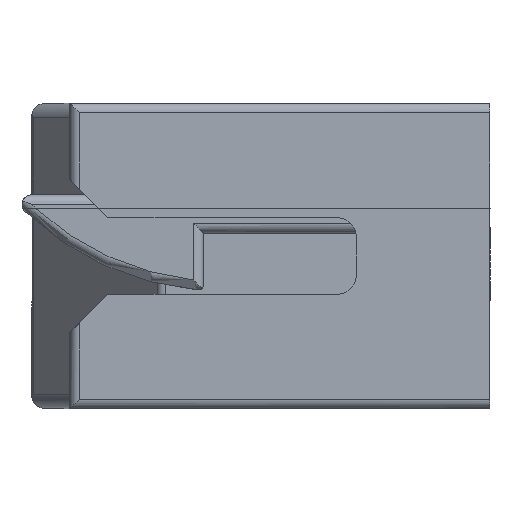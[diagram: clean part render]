
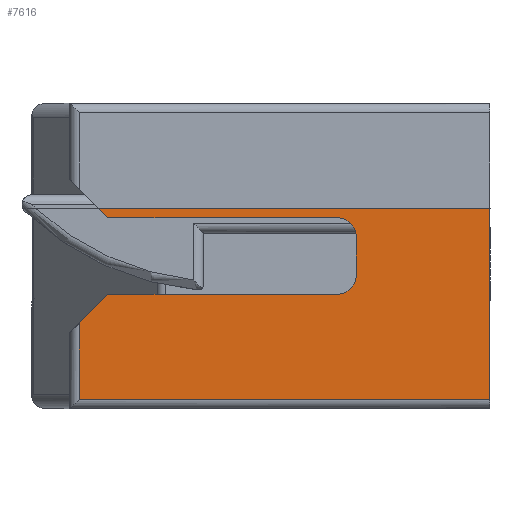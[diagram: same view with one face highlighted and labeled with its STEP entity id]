
A CAD part, left-side view. The second image highlights one B-rep face of the part: STEP entity #7616.
In plain terms, the highlighted planar face has unit normal (-1, 0, 0).
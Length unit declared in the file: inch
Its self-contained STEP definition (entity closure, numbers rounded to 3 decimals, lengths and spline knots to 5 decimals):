
#142 = EDGE_CURVE ( 'NONE', #1981, #2005, #5247, .T. ) ;
#230 = CARTESIAN_POINT ( 'NONE',  ( -2.92, 0.875, -0.125 ) ) ;
#252 = EDGE_CURVE ( 'NONE', #7251, #2004, #4271, .T. ) ;
#345 = CARTESIAN_POINT ( 'NONE',  ( -2.92, 0., 1. ) ) ;
#514 = ORIENTED_EDGE ( 'NONE', *, *, #8572, .T. ) ;
#742 = CARTESIAN_POINT ( 'NONE',  ( -2.92, 0., 0.3125 ) ) ;
#1033 = VERTEX_POINT ( 'NONE', #9872 ) ;
#1112 = CARTESIAN_POINT ( 'NONE',  ( -2.92, 1., -0.125 ) ) ;
#1132 = CARTESIAN_POINT ( 'NONE',  ( -2.92, 2.5, -0.25 ) ) ;
#1214 = AXIS2_PLACEMENT_3D ( 'NONE', #1112, #6537, #1873 ) ;
#1497 = VERTEX_POINT ( 'NONE', #5459 ) ;
#1533 = CARTESIAN_POINT ( 'NONE',  ( -2.92, 0., 1. ) ) ;
#1873 = DIRECTION ( 'NONE',  ( 0., 0., 1. ) ) ;
#1981 = VERTEX_POINT ( 'NONE', #1132 ) ;
#2000 = EDGE_CURVE ( 'NONE', #2038, #2004, #6383, .T. ) ;
#2004 = VERTEX_POINT ( 'NONE', #2711 ) ;
#2005 = VERTEX_POINT ( 'NONE', #3477 ) ;
#2038 = VERTEX_POINT ( 'NONE', #7336 ) ;
#2044 = ORIENTED_EDGE ( 'NONE', *, *, #5280, .F. ) ;
#2148 = VECTOR ( 'NONE', #4611, 39.37008 ) ;
#2278 = VECTOR ( 'NONE', #4278, 39.37008 ) ;
#2642 = CIRCLE ( 'NONE', #3228, 0.125 ) ;
#2711 = CARTESIAN_POINT ( 'NONE',  ( -2.92, 0., -0.9375 ) ) ;
#2762 = LINE ( 'NONE', #4551, #8693 ) ;
#2804 = DIRECTION ( 'NONE',  ( 0., 0.707, -0.707 ) ) ;
#2930 = EDGE_CURVE ( 'NONE', #9559, #1033, #8625, .T. ) ;
#3021 = VECTOR ( 'NONE', #5171, 39.37008 ) ;
#3118 = DIRECTION ( 'NONE',  ( 0., 0., -1. ) ) ;
#3210 = CARTESIAN_POINT ( 'NONE',  ( -2.92, 1., 0.125 ) ) ;
#3228 = AXIS2_PLACEMENT_3D ( 'NONE', #3210, #8648, #4011 ) ;
#3477 = CARTESIAN_POINT ( 'NONE',  ( -2.92, 2.6875, -0.4375 ) ) ;
#3606 = CARTESIAN_POINT ( 'NONE',  ( -2.92, 2.6875, 1. ) ) ;
#3648 = ORIENTED_EDGE ( 'NONE', *, *, #7812, .F. ) ;
#3759 = EDGE_LOOP ( 'NONE', ( #10006, #4915, #3648, #8786, #6027, #9739, #2044, #4829, #514, #5437, #6077 ) ) ;
#4011 = DIRECTION ( 'NONE',  ( 0., 0., 1. ) ) ;
#4271 = LINE ( 'NONE', #345, #4528 ) ;
#4278 = DIRECTION ( 'NONE',  ( 0., -1., 0. ) ) ;
#4379 = LINE ( 'NONE', #230, #10055 ) ;
#4528 = VECTOR ( 'NONE', #5787, 39.37008 ) ;
#4551 = CARTESIAN_POINT ( 'NONE',  ( -2.92, 0., 0.3125 ) ) ;
#4611 = DIRECTION ( 'NONE',  ( 0., -1., 0. ) ) ;
#4829 = ORIENTED_EDGE ( 'NONE', *, *, #142, .T. ) ;
#4879 = EDGE_CURVE ( 'NONE', #6067, #1497, #6157, .T. ) ;
#4902 = DIRECTION ( 'NONE',  ( 0., 0., 1. ) ) ;
#4915 = ORIENTED_EDGE ( 'NONE', *, *, #4879, .T. ) ;
#4968 = FACE_OUTER_BOUND ( 'NONE', #3759, .T. ) ;
#5078 = LINE ( 'NONE', #3606, #3021 ) ;
#5171 = DIRECTION ( 'NONE',  ( 0., 0., -1. ) ) ;
#5247 = LINE ( 'NONE', #8236, #9120 ) ;
#5280 = EDGE_CURVE ( 'NONE', #1981, #9559, #6264, .T. ) ;
#5329 = VECTOR ( 'NONE', #7271, 39.37008 ) ;
#5437 = ORIENTED_EDGE ( 'NONE', *, *, #2000, .T. ) ;
#5459 = CARTESIAN_POINT ( 'NONE',  ( -2.92, 2.5, 0.25 ) ) ;
#5787 = DIRECTION ( 'NONE',  ( 0., 0., -1. ) ) ;
#5794 = VERTEX_POINT ( 'NONE', #7176 ) ;
#5889 = CARTESIAN_POINT ( 'NONE',  ( -2.92, 1., 0.25 ) ) ;
#6027 = ORIENTED_EDGE ( 'NONE', *, *, #7436, .F. ) ;
#6067 = VERTEX_POINT ( 'NONE', #7817 ) ;
#6077 = ORIENTED_EDGE ( 'NONE', *, *, #252, .F. ) ;
#6157 = LINE ( 'NONE', #8360, #10026 ) ;
#6264 = LINE ( 'NONE', #8247, #2148 ) ;
#6383 = LINE ( 'NONE', #8913, #2278 ) ;
#6388 = AXIS2_PLACEMENT_3D ( 'NONE', #1533, #7780, #3118 ) ;
#6537 = DIRECTION ( 'NONE',  ( -1., 0., 0. ) ) ;
#6966 = PLANE ( 'NONE',  #6388 ) ;
#7176 = CARTESIAN_POINT ( 'NONE',  ( -2.92, 0.875, 0.125 ) ) ;
#7251 = VERTEX_POINT ( 'NONE', #742 ) ;
#7271 = DIRECTION ( 'NONE',  ( 0., 1., 0. ) ) ;
#7336 = CARTESIAN_POINT ( 'NONE',  ( -2.92, 2.6875, -0.9375 ) ) ;
#7377 = LINE ( 'NONE', #9580, #5329 ) ;
#7436 = EDGE_CURVE ( 'NONE', #1033, #5794, #4379, .T. ) ;
#7616 = ADVANCED_FACE ( 'NONE', ( #4968 ), #6966, .F. ) ;
#7780 = DIRECTION ( 'NONE',  ( 1., 0., 0. ) ) ;
#7812 = EDGE_CURVE ( 'NONE', #9243, #1497, #7377, .T. ) ;
#7817 = CARTESIAN_POINT ( 'NONE',  ( -2.92, 2.5625, 0.3125 ) ) ;
#8236 = CARTESIAN_POINT ( 'NONE',  ( -2.92, 2.5, -0.25 ) ) ;
#8247 = CARTESIAN_POINT ( 'NONE',  ( -2.92, 2.75, -0.25 ) ) ;
#8360 = CARTESIAN_POINT ( 'NONE',  ( -2.92, 2.75, 0.5 ) ) ;
#8572 = EDGE_CURVE ( 'NONE', #2005, #2038, #5078, .T. ) ;
#8625 = CIRCLE ( 'NONE', #1214, 0.125 ) ;
#8648 = DIRECTION ( 'NONE',  ( -1., 0., 0. ) ) ;
#8693 = VECTOR ( 'NONE', #9121, 39.37008 ) ;
#8786 = ORIENTED_EDGE ( 'NONE', *, *, #9059, .F. ) ;
#8913 = CARTESIAN_POINT ( 'NONE',  ( -2.92, 0., -0.9375 ) ) ;
#9059 = EDGE_CURVE ( 'NONE', #5794, #9243, #2642, .T. ) ;
#9097 = DIRECTION ( 'NONE',  ( 0., -0.707, -0.707 ) ) ;
#9120 = VECTOR ( 'NONE', #2804, 39.37008 ) ;
#9121 = DIRECTION ( 'NONE',  ( 0., -1., 0. ) ) ;
#9243 = VERTEX_POINT ( 'NONE', #5889 ) ;
#9350 = EDGE_CURVE ( 'NONE', #6067, #7251, #2762, .T. ) ;
#9559 = VERTEX_POINT ( 'NONE', #9616 ) ;
#9580 = CARTESIAN_POINT ( 'NONE',  ( -2.92, 2.75, 0.25 ) ) ;
#9616 = CARTESIAN_POINT ( 'NONE',  ( -2.92, 1., -0.25 ) ) ;
#9739 = ORIENTED_EDGE ( 'NONE', *, *, #2930, .F. ) ;
#9872 = CARTESIAN_POINT ( 'NONE',  ( -2.92, 0.875, -0.125 ) ) ;
#10006 = ORIENTED_EDGE ( 'NONE', *, *, #9350, .F. ) ;
#10026 = VECTOR ( 'NONE', #9097, 39.37008 ) ;
#10055 = VECTOR ( 'NONE', #4902, 39.37008 ) ;
